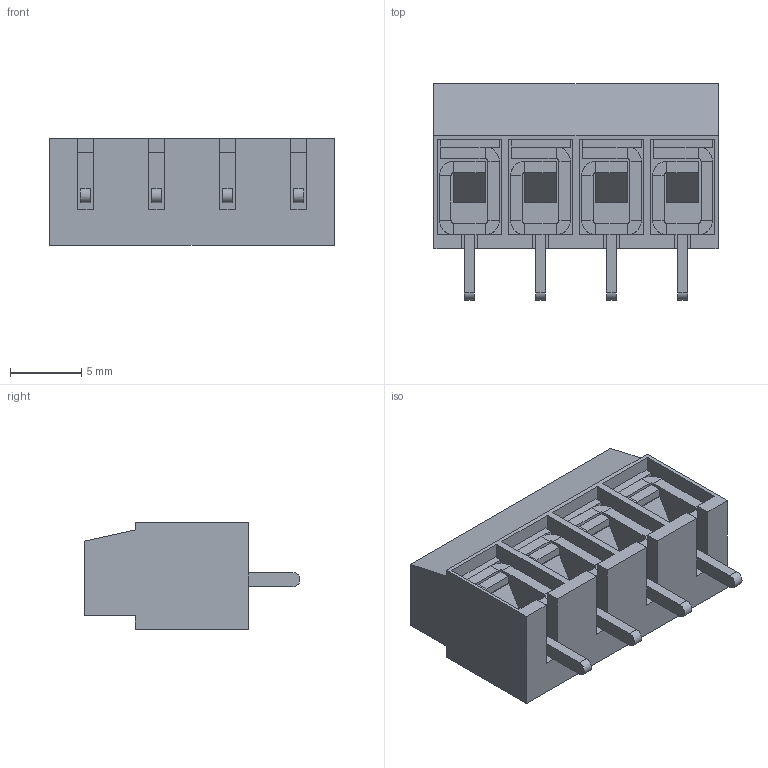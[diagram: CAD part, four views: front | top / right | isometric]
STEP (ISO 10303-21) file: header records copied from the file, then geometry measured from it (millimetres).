
FILE_DESCRIPTION (( 'STEP AP214' ), '1' );
FILE_NAME ('691137710004.STEP', '2021-03-31T06:46:08', ( '' ), ( '' ), 'SwSTEP 2.0', 'SolidWorks 2017', '' );
FILE_SCHEMA (( 'AUTOMOTIVE_DESIGN' ));
Length unit declared in the file: millimetre
Products named in the file (2): 691137710004
Assembly tree (1 placements, depth 2):
  691137710004
    691137710004
Bounding box: 20 x 15.2 x 7.5 mm (x, y, z)
Volume: 1173.7 mm3; surface area: 2908 mm2
Topology: 17 solids, 17 shells, 326 faces, 708 edges, 420 vertices
Faces by surface type: plane 266, cylinder 60
Entity records: 8834 total; most frequent: DIRECTION 1508, CARTESIAN_POINT 1458, ORIENTED_EDGE 1416, EDGE_CURVE 708, VECTOR 568, LINE 568, AXIS2_PLACEMENT_3D 470, VERTEX_POINT 420
